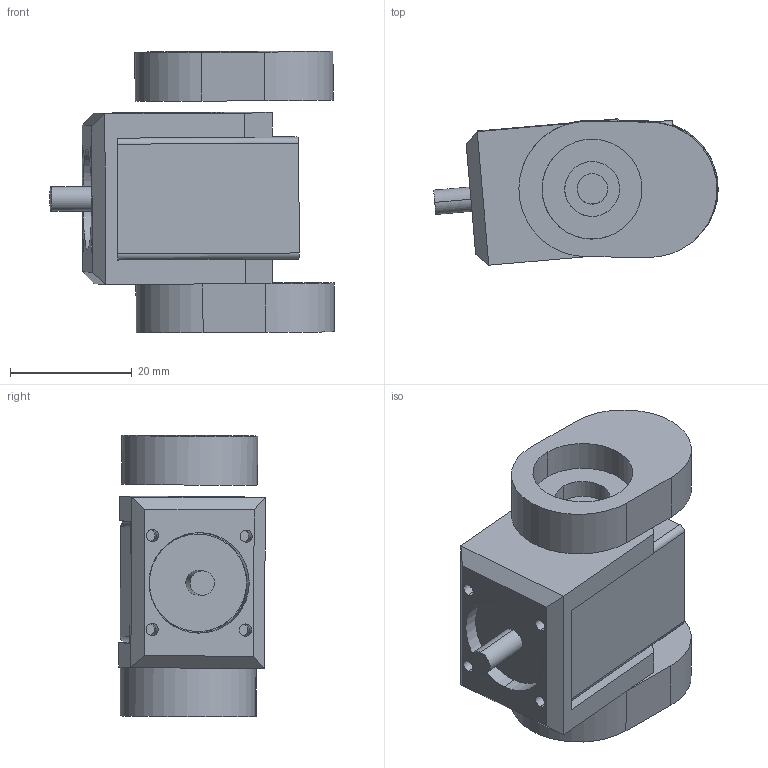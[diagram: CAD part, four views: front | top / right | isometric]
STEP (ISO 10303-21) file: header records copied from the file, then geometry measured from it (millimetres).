
FILE_DESCRIPTION (( 'STEP AP203' ), '1' );
FILE_NAME ('J5.STEP', '2025-10-14T22:19:44', ( '' ), ( '' ), 'SwSTEP 2.0', 'SolidWorks 2024', '' );
FILE_SCHEMA (( 'CONFIG_CONTROL_DESIGN' ));
Length unit declared in the file: millimetre
Products named in the file (4): J5; bearing adapter J6 housing; Nema8 Stepperi (banggood.com); J6 kotelo
Assembly tree (4 placements, depth 2):
  J5
    bearing adapter J6 housing  x2
    J6 kotelo
    Nema8 Stepperi (banggood.com)
Bounding box: 46.68 x 24.07 x 46.21 mm (x, y, z)
Volume: 25347.2 mm3; surface area: 11722.1 mm2
Topology: 4 solids, 4 shells, 82 faces, 194 edges, 128 vertices
Faces by surface type: cylinder 42, plane 40
Entity records: 2562 total; most frequent: DIRECTION 398, CARTESIAN_POINT 360, ORIENTED_EDGE 340, EDGE_CURVE 170, AXIS2_PLACEMENT_3D 150, VERTEX_POINT 112, VECTOR 98, LINE 98
